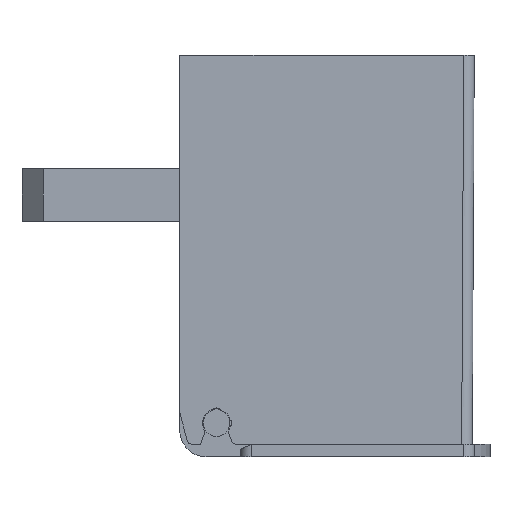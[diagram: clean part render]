
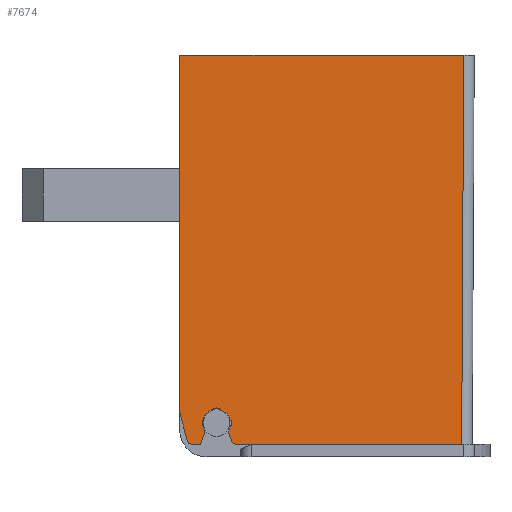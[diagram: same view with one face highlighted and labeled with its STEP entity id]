
A CAD part, left-side view. The second image highlights one B-rep face of the part: STEP entity #7674.
In plain terms, the highlighted planar face has unit normal (-1, 0, -0.004).
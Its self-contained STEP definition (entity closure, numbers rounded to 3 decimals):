
#530=DIRECTION('',(0.003,0.,-1.));
#531=VECTOR('',#530,34.);
#532=CARTESIAN_POINT('',(-8.9,39.,0.));
#533=LINE('',#532,#531);
#1547=CARTESIAN_POINT('',(-8.772,38.299,
-36.629));
#1548=CARTESIAN_POINT('',(-8.772,38.266,
-36.753));
#1549=CARTESIAN_POINT('',(-8.771,38.136,
-36.917));
#1550=CARTESIAN_POINT('',(-8.771,37.944,-37.));
#1551=CARTESIAN_POINT('',(-8.771,37.816,-37.));
#1557=DIRECTION('',(0.,1.,0.));
#1558=VECTOR('',#1557,20.006);
#1559=CARTESIAN_POINT('',(-8.771,12.194,-37.));
#1560=LINE('',#1559,#1558);
#1561=DIRECTION('',(0.,1.,0.));
#1562=VECTOR('',#1561,1.418);
#1563=CARTESIAN_POINT('',(-8.771,32.2,-37.));
#1564=LINE('',#1563,#1562);
#1565=DIRECTION('',(-0.003,0.342,0.94));
#1566=VECTOR('',#1565,0.764);
#1567=CARTESIAN_POINT('',(-8.772,34.087,
-36.671));
#1568=LINE('',#1567,#1566);
#1569=DIRECTION('',(0.003,0.342,-0.94));
#1570=VECTOR('',#1569,1.114);
#1571=CARTESIAN_POINT('',(-8.774,36.651,
-35.953));
#1572=LINE('',#1571,#1570);
#1573=DIRECTION('',(0.,1.,0.));
#1574=VECTOR('',#1573,0.784);
#1575=CARTESIAN_POINT('',(-8.771,37.032,-37.));
#1576=LINE('',#1575,#1574);
#1577=DIRECTION('',(-0.003,0.258,0.966));
#1578=VECTOR('',#1577,2.721);
#1579=CARTESIAN_POINT('',(-8.772,38.299,
-36.629));
#1580=LINE('',#1579,#1578);
#1581=DIRECTION('',(0.,-1.,0.));
#1582=VECTOR('',#1581,27.);
#1583=CARTESIAN_POINT('',(-8.9,39.,0.));
#1584=LINE('',#1583,#1582);
#1585=DIRECTION('',(0.003,0.005,-1.));
#1586=VECTOR('',#1585,37.001);
#1587=CARTESIAN_POINT('',(-8.9,12.,
0.));
#1588=LINE('',#1587,#1586);
#1981=CARTESIAN_POINT('',(-8.772,34.087,
-36.671));
#1982=CARTESIAN_POINT('',(-8.772,34.048,
-36.781));
#1983=CARTESIAN_POINT('',(-8.771,33.918,
-36.929));
#1984=CARTESIAN_POINT('',(-8.771,33.734,-37.));
#1985=CARTESIAN_POINT('',(-8.771,33.618,-37.));
#1999=CARTESIAN_POINT('',(-8.775,34.378,
-35.751));
#2000=CARTESIAN_POINT('',(-8.775,34.382,
-35.82));
#2001=CARTESIAN_POINT('',(-8.775,34.373,
-35.888));
#2002=CARTESIAN_POINT('',(-8.774,34.349,
-35.953));
#2009=CARTESIAN_POINT('',(-8.777,34.183,
-35.298));
#2010=CARTESIAN_POINT('',(-8.776,34.22,
-35.461));
#2011=CARTESIAN_POINT('',(-8.776,34.285,
-35.612));
#2012=CARTESIAN_POINT('',(-8.775,34.378,
-35.751));
#2018=CARTESIAN_POINT('',(-8.779,34.183,
-34.702));
#2019=CARTESIAN_POINT('',(-8.779,34.094,
-34.781));
#2020=CARTESIAN_POINT('',(-8.778,34.05,-34.881));
#2021=CARTESIAN_POINT('',(-8.778,34.05,-35.));
#2023=CARTESIAN_POINT('',(-8.778,34.05,-35.));
#2024=CARTESIAN_POINT('',(-8.777,34.05,-35.119));
#2025=CARTESIAN_POINT('',(-8.777,34.094,
-35.219));
#2026=CARTESIAN_POINT('',(-8.777,34.183,
-35.298));
#2028=CARTESIAN_POINT('',(-8.782,35.202,
-33.683));
#2029=CARTESIAN_POINT('',(-8.782,34.925,
-33.746));
#2030=CARTESIAN_POINT('',(-8.781,34.505,
-34.005));
#2031=CARTESIAN_POINT('',(-8.78,34.246,
-34.425));
#2032=CARTESIAN_POINT('',(-8.779,34.183,
-34.702));
#2054=CARTESIAN_POINT('',(-8.782,35.798,
-33.683));
#2055=CARTESIAN_POINT('',(-8.783,35.748,
-33.628));
#2056=CARTESIAN_POINT('',(-8.783,35.649,
-33.569));
#2057=CARTESIAN_POINT('',(-8.783,35.5,-33.541));
#2058=CARTESIAN_POINT('',(-8.783,35.351,
-33.569));
#2059=CARTESIAN_POINT('',(-8.783,35.252,
-33.628));
#2060=CARTESIAN_POINT('',(-8.782,35.202,
-33.683));
#2062=CARTESIAN_POINT('',(-8.775,36.622,
-35.751));
#2063=CARTESIAN_POINT('',(-8.776,36.713,
-35.614));
#2064=CARTESIAN_POINT('',(-8.777,36.811,
-35.376));
#2065=CARTESIAN_POINT('',(-8.778,36.876,
-34.95));
#2066=CARTESIAN_POINT('',(-8.78,36.787,
-34.487));
#2067=CARTESIAN_POINT('',(-8.781,36.533,
-34.089));
#2068=CARTESIAN_POINT('',(-8.782,36.193,
-33.825));
#2069=CARTESIAN_POINT('',(-8.782,35.958,
-33.719));
#2070=CARTESIAN_POINT('',(-8.782,35.798,
-33.683));
#2095=CARTESIAN_POINT('',(-8.774,36.651,
-35.953));
#2096=CARTESIAN_POINT('',(-8.775,36.627,
-35.888));
#2097=CARTESIAN_POINT('',(-8.775,36.618,
-35.82));
#2098=CARTESIAN_POINT('',(-8.775,36.622,
-35.751));
#2116=CARTESIAN_POINT('',(-8.771,12.194,-37.));
#2124=CARTESIAN_POINT('',(-8.9,12.,0.));
#4751=VERTEX_POINT('',#2124);
#4752=CARTESIAN_POINT('',(-8.9,39.,0.));
#4753=VERTEX_POINT('',#4752);
#4756=CARTESIAN_POINT('',(-8.771,37.032,-37.));
#4757=CARTESIAN_POINT('',(-8.771,37.816,-37.));
#4758=VERTEX_POINT('',#4756);
#4759=VERTEX_POINT('',#4757);
#4772=CARTESIAN_POINT('',(-8.771,33.618,-37.));
#4774=VERTEX_POINT('',#4772);
#4780=VERTEX_POINT('',#2028);
#4781=VERTEX_POINT('',#2032);
#4782=VERTEX_POINT('',#2054);
#4783=VERTEX_POINT('',#2095);
#4784=VERTEX_POINT('',#2098);
#4785=VERTEX_POINT('',#1547);
#4786=CARTESIAN_POINT('',(-8.781,39.,-34.));
#4787=VERTEX_POINT('',#4786);
#4788=VERTEX_POINT('',#1981);
#4789=CARTESIAN_POINT('',(-8.774,34.349,
-35.953));
#4790=VERTEX_POINT('',#4789);
#4791=VERTEX_POINT('',#1999);
#4792=VERTEX_POINT('',#2009);
#4793=VERTEX_POINT('',#2023);
#5765=VERTEX_POINT('',#2116);
#5766=CARTESIAN_POINT('',(-8.771,32.2,-37.));
#5768=VERTEX_POINT('',#5766);
#7633=CARTESIAN_POINT('',(-8.835,25.5,-18.5));
#7634=DIRECTION('',(1.,0.,0.003));
#7635=DIRECTION('',(0.,1.,0.));
#7636=AXIS2_PLACEMENT_3D('',#7633,#7634,#7635);
#7637=PLANE('',#7636);
#7638=ORIENTED_EDGE('',*,*,#6641,.T.);
#7640=ORIENTED_EDGE('',*,*,#7639,.T.);
#7642=ORIENTED_EDGE('',*,*,#7641,.F.);
#7644=ORIENTED_EDGE('',*,*,#7643,.T.);
#7646=ORIENTED_EDGE('',*,*,#7645,.F.);
#7648=ORIENTED_EDGE('',*,*,#7647,.F.);
#7650=ORIENTED_EDGE('',*,*,#7649,.F.);
#7652=ORIENTED_EDGE('',*,*,#7651,.F.);
#7654=ORIENTED_EDGE('',*,*,#7653,.F.);
#7656=ORIENTED_EDGE('',*,*,#7655,.F.);
#7658=ORIENTED_EDGE('',*,*,#7657,.F.);
#7660=ORIENTED_EDGE('',*,*,#7659,.F.);
#7662=ORIENTED_EDGE('',*,*,#7661,.T.);
#7664=ORIENTED_EDGE('',*,*,#7663,.T.);
#7665=ORIENTED_EDGE('',*,*,#7626,.F.);
#7666=ORIENTED_EDGE('',*,*,#7614,.T.);
#7667=ORIENTED_EDGE('',*,*,#6517,.F.);
#7669=ORIENTED_EDGE('',*,*,#7668,.T.);
#7671=ORIENTED_EDGE('',*,*,#7670,.T.);
#7672=EDGE_LOOP('',(#7638,#7640,#7642,#7644,#7646,#7648,#7650,#7652,#7654,#7656,
#7658,#7660,#7662,#7664,#7665,#7666,#7667,#7669,#7671));
#7673=FACE_OUTER_BOUND('',#7672,.F.);
#1552=B_SPLINE_CURVE_WITH_KNOTS('',3,(#1547,#1548,#1549,#1550,#1551),
.UNSPECIFIED.,.F.,.F.,(4,1,4),(0.,0.5,1.),.UNSPECIFIED.);
#1986=B_SPLINE_CURVE_WITH_KNOTS('',3,(#1981,#1982,#1983,#1984,#1985),
.UNSPECIFIED.,.F.,.F.,(4,1,4),(0.,0.5,1.),.UNSPECIFIED.);
#2003=B_SPLINE_CURVE_WITH_KNOTS('',3,(#1999,#2000,#2001,#2002),.UNSPECIFIED.,
.F.,.F.,(4,4),(0.,1.),.UNSPECIFIED.);
#2013=B_SPLINE_CURVE_WITH_KNOTS('',3,(#2009,#2010,#2011,#2012),.UNSPECIFIED.,
.F.,.F.,(4,4),(0.,1.),.UNSPECIFIED.);
#2022=B_SPLINE_CURVE_WITH_KNOTS('',3,(#2018,#2019,#2020,#2021),.UNSPECIFIED.,
.F.,.F.,(4,4),(0.,1.),.UNSPECIFIED.);
#2027=B_SPLINE_CURVE_WITH_KNOTS('',3,(#2023,#2024,#2025,#2026),.UNSPECIFIED.,
.F.,.F.,(4,4),(0.,1.),.UNSPECIFIED.);
#2033=B_SPLINE_CURVE_WITH_KNOTS('',3,(#2028,#2029,#2030,#2031,#2032),
.UNSPECIFIED.,.F.,.F.,(4,1,4),(0.,0.5,1.),.UNSPECIFIED.);
#2061=B_SPLINE_CURVE_WITH_KNOTS('',3,(#2054,#2055,#2056,#2057,#2058,#2059,
#2060),.UNSPECIFIED.,.F.,.F.,(4,1,1,1,4),(0.,0.25,0.5,0.75,1.),
.UNSPECIFIED.);
#2071=B_SPLINE_CURVE_WITH_KNOTS('',3,(#2062,#2063,#2064,#2065,#2066,#2067,#2068,
#2069,#2070),.UNSPECIFIED.,.F.,.F.,(4,1,1,1,1,1,4),(0.,0.125,0.25,0.5,
0.75,0.875,1.),.UNSPECIFIED.);
#2099=B_SPLINE_CURVE_WITH_KNOTS('',3,(#2095,#2096,#2097,#2098),.UNSPECIFIED.,
.F.,.F.,(4,4),(0.,1.),.UNSPECIFIED.);
#6517=EDGE_CURVE('',#4753,#4787,#533,.T.);
#6641=EDGE_CURVE('',#5765,#5768,#1560,.T.);
#7614=EDGE_CURVE('',#4785,#4787,#1580,.T.);
#7626=EDGE_CURVE('',#4785,#4759,#1552,.T.);
#7639=EDGE_CURVE('',#5768,#4774,#1564,.T.);
#7641=EDGE_CURVE('',#4788,#4774,#1986,.T.);
#7643=EDGE_CURVE('',#4788,#4790,#1568,.T.);
#7645=EDGE_CURVE('',#4791,#4790,#2003,.T.);
#7647=EDGE_CURVE('',#4792,#4791,#2013,.T.);
#7649=EDGE_CURVE('',#4793,#4792,#2027,.T.);
#7651=EDGE_CURVE('',#4781,#4793,#2022,.T.);
#7653=EDGE_CURVE('',#4780,#4781,#2033,.T.);
#7655=EDGE_CURVE('',#4782,#4780,#2061,.T.);
#7657=EDGE_CURVE('',#4784,#4782,#2071,.T.);
#7659=EDGE_CURVE('',#4783,#4784,#2099,.T.);
#7661=EDGE_CURVE('',#4783,#4758,#1572,.T.);
#7663=EDGE_CURVE('',#4758,#4759,#1576,.T.);
#7668=EDGE_CURVE('',#4753,#4751,#1584,.T.);
#7670=EDGE_CURVE('',#4751,#5765,#1588,.T.);
#7674=ADVANCED_FACE('',(#7673),#7637,.F.);
